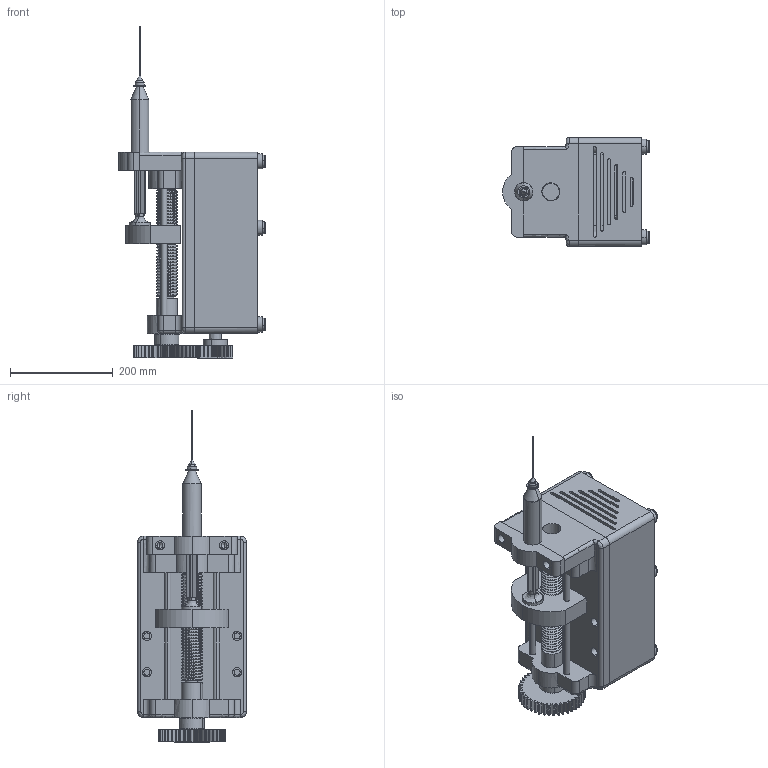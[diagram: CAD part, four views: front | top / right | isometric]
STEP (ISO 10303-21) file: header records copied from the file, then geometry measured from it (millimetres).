
FILE_DESCRIPTION(('FreeCAD Model'),'2;1');
FILE_NAME('Open CASCADE Shape Model','2025-04-29T20:36:18',('FreeCAD'),( 'FreeCAD'),'Open CASCADE STEP processor 7.6','FreeCAD','Unknown');
FILE_SCHEMA(('AUTOMOTIVE_DESIGN { 1 0 10303 214 1 1 1 1 }'));
Products named in the file (1): Open CASCADE STEP translator 7.6 1
Bounding box: 286.26 x 212.05 x 647.35 mm (x, y, z)
Volume: 8544615.7 mm3; surface area: 1108769.5 mm2
Topology: 16 solids, 16 shells, 911 faces, 2406 edges, 1549 vertices
Faces by surface type: bspline 911
Entity records: 35661 total; most frequent: CARTESIAN_POINT 22698, ORIENTED_EDGE 4760, EDGE_CURVE 2380, VERTEX_POINT 1549, B_SPLINE_CURVE_WITH_KNOTS 1058, FACE_BOUND 1027, EDGE_LOOP 1027, ADVANCED_FACE 911
